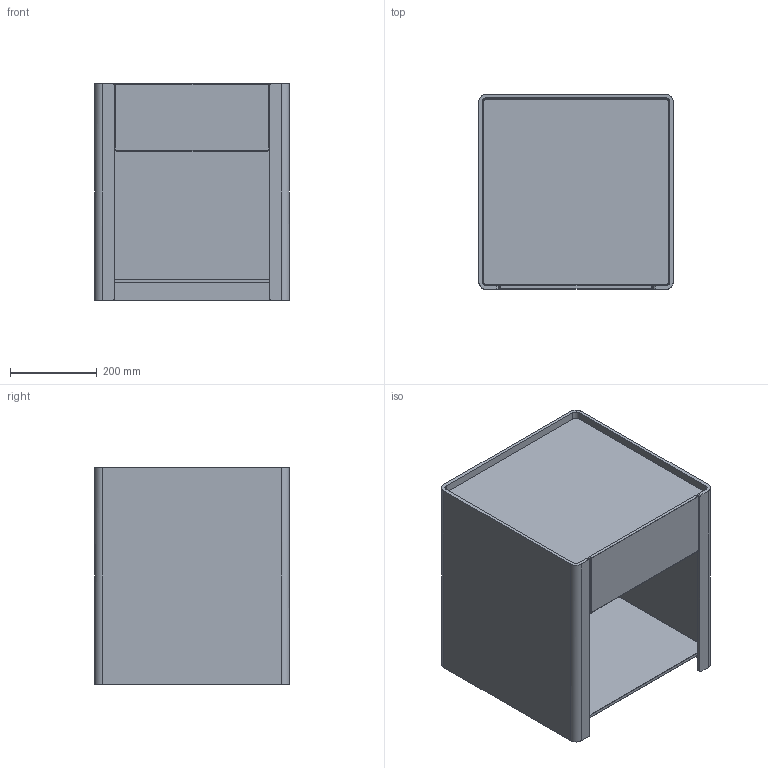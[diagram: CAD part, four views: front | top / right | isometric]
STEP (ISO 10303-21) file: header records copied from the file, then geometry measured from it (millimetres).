
FILE_DESCRIPTION(/* description */ (''),/* implementation_level */ '2;1');
FILE_NAME(/* name */ '1906 - Milo',/* time_stamp */ '2010-11-04T10:03:28+01:00',/* author */ (''),/* organization */ (''),/* preprocessor_version */ 'ST-DEVELOPER v10',/* originating_system */ '',/* authorisation */ '');
FILE_SCHEMA (('CONFIG_CONTROL_DESIGN'));
Length unit declared in the file: centimetre
Products named in the file (1): 1
Bounding box: 450 x 450 x 500 mm (x, y, z)
Volume: 11245201.2 mm3; surface area: 2818657.1 mm2
Topology: 12 solids, 12 shells, 143 faces, 329 edges, 210 vertices
Faces by surface type: plane 95, bspline 48
Entity records: 4256 total; most frequent: CARTESIAN_POINT 1939, ORIENTED_EDGE 654, EDGE_CURVE 327, B_SPLINE_CURVE_WITH_KNOTS 274, VERTEX_POINT 210, EDGE_LOOP 145, ADVANCED_FACE 143, FACE_OUTER_BOUND 143
